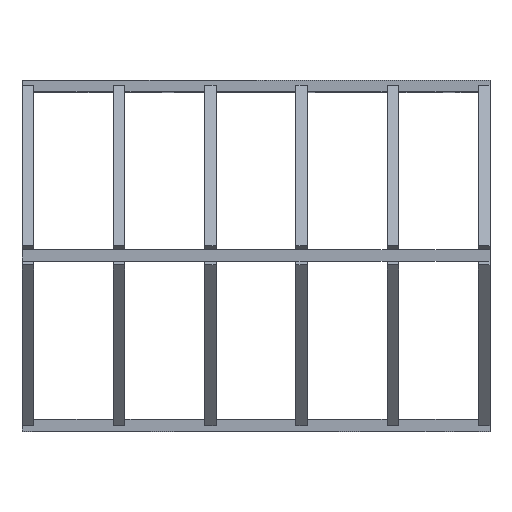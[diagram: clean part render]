
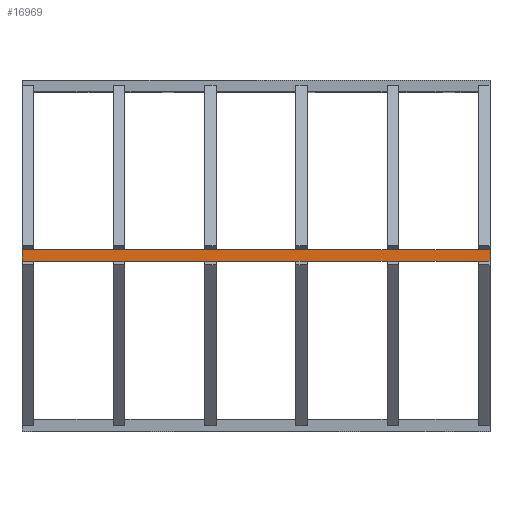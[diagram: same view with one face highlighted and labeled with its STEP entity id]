
A CAD part, top view. The second image highlights one B-rep face of the part: STEP entity #16969.
In plain terms, the highlighted planar face has unit normal (0, 0, 1).
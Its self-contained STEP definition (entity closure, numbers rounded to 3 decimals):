
#32 = PLANE('',#33);
#33 = AXIS2_PLACEMENT_3D('',#34,#35,#36);
#34 = CARTESIAN_POINT('',(0.,0.,0.));
#35 = DIRECTION('',(1.,0.,0.));
#36 = DIRECTION('',(0.,0.,1.));
#197 = VERTEX_POINT('',#198);
#198 = CARTESIAN_POINT('',(0.,775.,2550.672));
#212 = PLANE('',#213);
#213 = AXIS2_PLACEMENT_3D('',#214,#215,#216);
#214 = CARTESIAN_POINT('',(0.,775.,2500.672));
#215 = DIRECTION('',(0.,1.,0.));
#216 = DIRECTION('',(0.,0.,1.));
#224 = EDGE_CURVE('',#225,#197,#227,.T.);
#225 = VERTEX_POINT('',#226);
#226 = CARTESIAN_POINT('',(0.,725.,2550.672));
#227 = SURFACE_CURVE('',#228,(#232,#239),.PCURVE_S1.);
#228 = LINE('',#229,#230);
#229 = CARTESIAN_POINT('',(0.,725.,2550.672));
#230 = VECTOR('',#231,1.);
#231 = DIRECTION('',(0.,1.,0.));
#232 = PCURVE('',#32,#233);
#233 = DEFINITIONAL_REPRESENTATION('',(#234),#238);
#234 = LINE('',#235,#236);
#235 = CARTESIAN_POINT('',(2550.672,-725.));
#236 = VECTOR('',#237,1.);
#237 = DIRECTION('',(0.,-1.));
#238 = ( GEOMETRIC_REPRESENTATION_CONTEXT(2) 
PARAMETRIC_REPRESENTATION_CONTEXT() REPRESENTATION_CONTEXT('2D SPACE',''
  ) );
#239 = PCURVE('',#240,#245);
#240 = PLANE('',#241);
#241 = AXIS2_PLACEMENT_3D('',#242,#243,#244);
#242 = CARTESIAN_POINT('',(0.,725.,2550.672));
#243 = DIRECTION('',(0.,0.,1.));
#244 = DIRECTION('',(1.,0.,0.));
#245 = DEFINITIONAL_REPRESENTATION('',(#246),#250);
#246 = LINE('',#247,#248);
#247 = CARTESIAN_POINT('',(0.,0.));
#248 = VECTOR('',#249,1.);
#249 = DIRECTION('',(0.,1.));
#250 = ( GEOMETRIC_REPRESENTATION_CONTEXT(2) 
PARAMETRIC_REPRESENTATION_CONTEXT() REPRESENTATION_CONTEXT('2D SPACE',''
  ) );
#268 = PLANE('',#269);
#269 = AXIS2_PLACEMENT_3D('',#270,#271,#272);
#270 = CARTESIAN_POINT('',(0.,725.,2500.672));
#271 = DIRECTION('',(0.,1.,0.));
#272 = DIRECTION('',(0.,0.,1.));
#1168 = PLANE('',#1169);
#1169 = AXIS2_PLACEMENT_3D('',#1170,#1171,#1172);
#1170 = CARTESIAN_POINT('',(2000.,0.,0.));
#1171 = DIRECTION('',(1.,0.,0.));
#1172 = DIRECTION('',(0.,0.,1.));
#4024 = VERTEX_POINT('',#4025);
#4025 = CARTESIAN_POINT('',(2000.,775.,2550.672));
#4046 = EDGE_CURVE('',#4047,#4024,#4049,.T.);
#4047 = VERTEX_POINT('',#4048);
#4048 = CARTESIAN_POINT('',(2000.,725.,2550.672));
#4049 = SURFACE_CURVE('',#4050,(#4054,#4061),.PCURVE_S1.);
#4050 = LINE('',#4051,#4052);
#4051 = CARTESIAN_POINT('',(2000.,725.,2550.672));
#4052 = VECTOR('',#4053,1.);
#4053 = DIRECTION('',(0.,1.,0.));
#4054 = PCURVE('',#1168,#4055);
#4055 = DEFINITIONAL_REPRESENTATION('',(#4056),#4060);
#4056 = LINE('',#4057,#4058);
#4057 = CARTESIAN_POINT('',(2550.672,-725.));
#4058 = VECTOR('',#4059,1.);
#4059 = DIRECTION('',(0.,-1.));
#4060 = ( GEOMETRIC_REPRESENTATION_CONTEXT(2) 
PARAMETRIC_REPRESENTATION_CONTEXT() REPRESENTATION_CONTEXT('2D SPACE',''
  ) );
#4061 = PCURVE('',#240,#4062);
#4062 = DEFINITIONAL_REPRESENTATION('',(#4063),#4067);
#4063 = LINE('',#4064,#4065);
#4064 = CARTESIAN_POINT('',(2000.,0.));
#4065 = VECTOR('',#4066,1.);
#4066 = DIRECTION('',(0.,1.));
#4067 = ( GEOMETRIC_REPRESENTATION_CONTEXT(2) 
PARAMETRIC_REPRESENTATION_CONTEXT() REPRESENTATION_CONTEXT('2D SPACE',''
  ) );
#14501 = EDGE_CURVE('',#225,#4047,#14502,.T.);
#14502 = SURFACE_CURVE('',#14503,(#14507,#14514),.PCURVE_S1.);
#14503 = LINE('',#14504,#14505);
#14504 = CARTESIAN_POINT('',(0.,725.,2550.672));
#14505 = VECTOR('',#14506,1.);
#14506 = DIRECTION('',(1.,0.,0.));
#14507 = PCURVE('',#268,#14508);
#14508 = DEFINITIONAL_REPRESENTATION('',(#14509),#14513);
#14509 = LINE('',#14510,#14511);
#14510 = CARTESIAN_POINT('',(50.,0.));
#14511 = VECTOR('',#14512,1.);
#14512 = DIRECTION('',(0.,1.));
#14513 = ( GEOMETRIC_REPRESENTATION_CONTEXT(2) 
PARAMETRIC_REPRESENTATION_CONTEXT() REPRESENTATION_CONTEXT('2D SPACE',''
  ) );
#14514 = PCURVE('',#240,#14515);
#14515 = DEFINITIONAL_REPRESENTATION('',(#14516),#14520);
#14516 = LINE('',#14517,#14518);
#14517 = CARTESIAN_POINT('',(0.,0.));
#14518 = VECTOR('',#14519,1.);
#14519 = DIRECTION('',(1.,0.));
#14520 = ( GEOMETRIC_REPRESENTATION_CONTEXT(2) 
PARAMETRIC_REPRESENTATION_CONTEXT() REPRESENTATION_CONTEXT('2D SPACE',''
  ) );
#14763 = EDGE_CURVE('',#197,#4024,#14764,.T.);
#14764 = SURFACE_CURVE('',#14765,(#14769,#14776),.PCURVE_S1.);
#14765 = LINE('',#14766,#14767);
#14766 = CARTESIAN_POINT('',(0.,775.,2550.672));
#14767 = VECTOR('',#14768,1.);
#14768 = DIRECTION('',(1.,0.,0.));
#14769 = PCURVE('',#212,#14770);
#14770 = DEFINITIONAL_REPRESENTATION('',(#14771),#14775);
#14771 = LINE('',#14772,#14773);
#14772 = CARTESIAN_POINT('',(50.,0.));
#14773 = VECTOR('',#14774,1.);
#14774 = DIRECTION('',(0.,1.));
#14775 = ( GEOMETRIC_REPRESENTATION_CONTEXT(2) 
PARAMETRIC_REPRESENTATION_CONTEXT() REPRESENTATION_CONTEXT('2D SPACE',''
  ) );
#14776 = PCURVE('',#240,#14777);
#14777 = DEFINITIONAL_REPRESENTATION('',(#14778),#14782);
#14778 = LINE('',#14779,#14780);
#14779 = CARTESIAN_POINT('',(0.,50.));
#14780 = VECTOR('',#14781,1.);
#14781 = DIRECTION('',(1.,0.));
#14782 = ( GEOMETRIC_REPRESENTATION_CONTEXT(2) 
PARAMETRIC_REPRESENTATION_CONTEXT() REPRESENTATION_CONTEXT('2D SPACE',''
  ) );
#16969 = ADVANCED_FACE('',(#16970),#240,.T.);
#16970 = FACE_BOUND('',#16971,.T.);
#16971 = EDGE_LOOP('',(#16972,#16973,#16974,#16975));
#16972 = ORIENTED_EDGE('',*,*,#224,.F.);
#16973 = ORIENTED_EDGE('',*,*,#14501,.T.);
#16974 = ORIENTED_EDGE('',*,*,#4046,.T.);
#16975 = ORIENTED_EDGE('',*,*,#14763,.F.);
